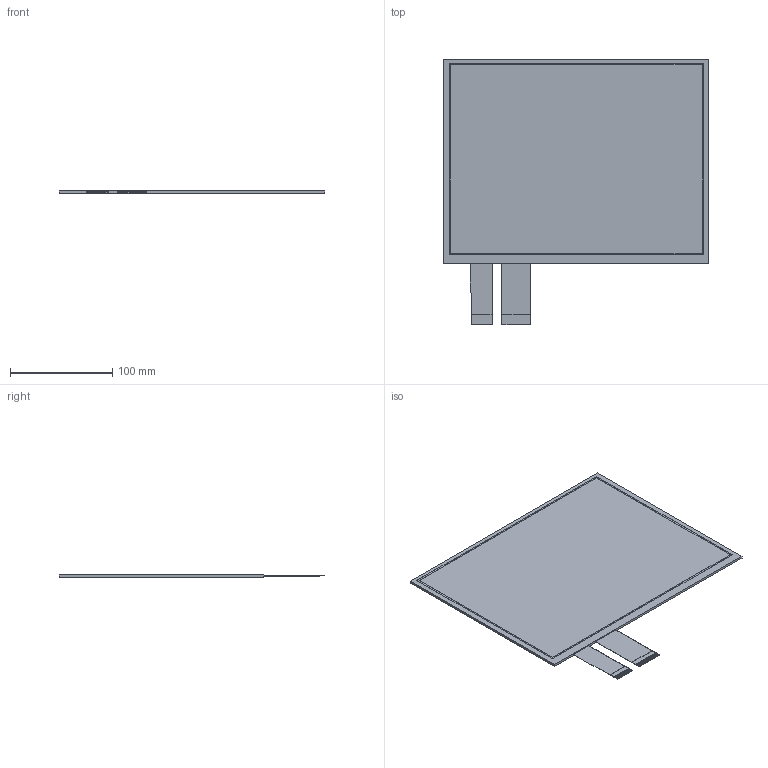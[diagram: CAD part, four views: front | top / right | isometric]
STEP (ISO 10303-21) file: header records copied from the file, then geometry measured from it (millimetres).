
FILE_DESCRIPTION(/* description */ (''),/* implementation_level */ '2;1');
FILE_NAME(/* name */ 'DUS-N121A060B.stp',/* time_stamp */ '2023-07-10T14:22:26+09:00',/* author */ ('n-hirata'),/* organization */ (''),/* preprocessor_version */ 'ST-DEVELOPER v18.1',/* originating_system */ 'Autodesk Inventor 2020',/* authorisation */ '');
FILE_SCHEMA (('CONFIG_CONTROL_DESIGN'));
Length unit declared in the file: millimetre
Products named in the file (1): DUS-N121A060B
Bounding box: 259.5 x 260 x 2.35 mm (x, y, z)
Volume: 122322.3 mm3; surface area: 112085.5 mm2
Topology: 1 solids, 1 shells, 422 faces, 1274 edges, 884 vertices
Faces by surface type: plane 416, cylinder 6
Entity records: 13967 total; most frequent: CARTESIAN_POINT 2555, ORIENTED_EDGE 2496, DIRECTION 2106, EDGE_CURVE 1248, LINE 1236, VECTOR 1236, VERTEX_POINT 832, AXIS2_PLACEMENT_3D 435
